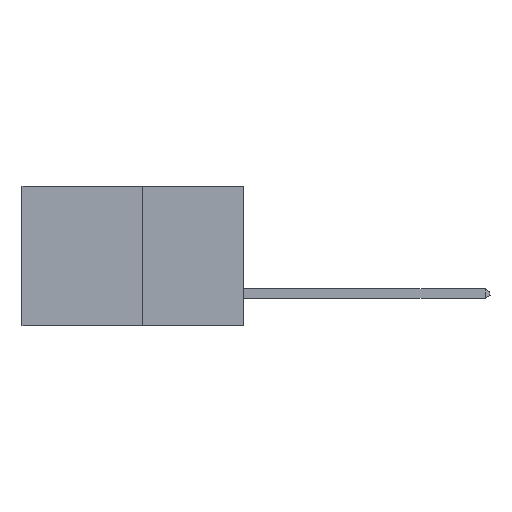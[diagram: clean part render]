
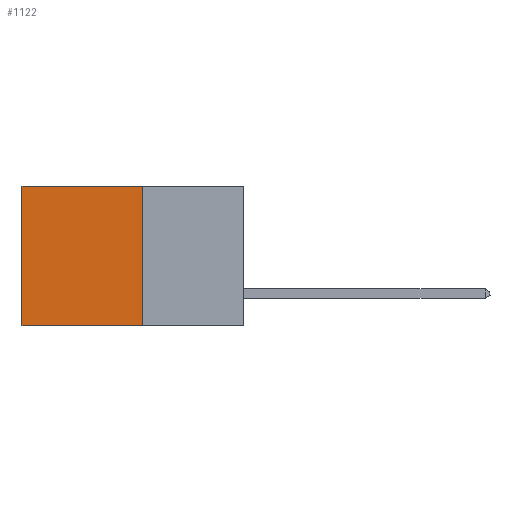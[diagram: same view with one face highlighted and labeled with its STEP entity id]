
A CAD part, left-side view. The second image highlights one B-rep face of the part: STEP entity #1122.
In plain terms, the highlighted planar face has unit normal (-1, 0, 0).
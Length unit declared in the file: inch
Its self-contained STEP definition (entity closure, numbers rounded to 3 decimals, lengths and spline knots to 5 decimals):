
#1122 = ADVANCED_FACE ( 'NONE', ( #9406 ), #6909, .F. ) ;
#1492 = EDGE_LOOP ( 'NONE', ( #26931, #15068, #21426, #31406 ) ) ;
#1696 = DIRECTION ( 'NONE',  ( 0., 0., -1. ) ) ;
#2027 = VERTEX_POINT ( 'NONE', #28330 ) ;
#2040 = LINE ( 'NONE', #19234, #8726 ) ;
#3111 = LINE ( 'NONE', #13341, #8196 ) ;
#4805 = EDGE_CURVE ( 'NONE', #28738, #25571, #2040, .T. ) ;
#5696 = DIRECTION ( 'NONE',  ( 0., 0., -1. ) ) ;
#5701 = DIRECTION ( 'NONE',  ( 1., 0., 0. ) ) ;
#5974 = CARTESIAN_POINT ( 'NONE',  ( 0.277, 0.27, -0.37 ) ) ;
#6909 = PLANE ( 'NONE',  #27244 ) ;
#8196 = VECTOR ( 'NONE', #8410, 39.37008 ) ;
#8410 = DIRECTION ( 'NONE',  ( 0., 1., 0. ) ) ;
#8726 = VECTOR ( 'NONE', #1696, 39.37008 ) ;
#8754 = DIRECTION ( 'NONE',  ( 0., 1., 0. ) ) ;
#9406 = FACE_OUTER_BOUND ( 'NONE', #1492, .T. ) ;
#12732 = EDGE_CURVE ( 'NONE', #19583, #2027, #25965, .T. ) ;
#13341 = CARTESIAN_POINT ( 'NONE',  ( 0.277, 0.27, 0. ) ) ;
#15068 = ORIENTED_EDGE ( 'NONE', *, *, #27338, .F. ) ;
#15265 = CARTESIAN_POINT ( 'NONE',  ( 0.277, 0.59, -0.37 ) ) ;
#19234 = CARTESIAN_POINT ( 'NONE',  ( 0.277, 0.27, -0.37 ) ) ;
#19434 = VECTOR ( 'NONE', #22788, 39.37008 ) ;
#19583 = VERTEX_POINT ( 'NONE', #20777 ) ;
#19623 = EDGE_CURVE ( 'NONE', #28738, #19583, #3111, .T. ) ;
#20459 = LINE ( 'NONE', #23674, #27692 ) ;
#20777 = CARTESIAN_POINT ( 'NONE',  ( 0.277, 0.59, 0. ) ) ;
#21426 = ORIENTED_EDGE ( 'NONE', *, *, #4805, .F. ) ;
#22131 = CARTESIAN_POINT ( 'NONE',  ( 0.277, 0.27, 0. ) ) ;
#22788 = DIRECTION ( 'NONE',  ( 0., 0., -1. ) ) ;
#23674 = CARTESIAN_POINT ( 'NONE',  ( 0.277, 0.27, -0.37 ) ) ;
#24518 = CARTESIAN_POINT ( 'NONE',  ( 0.277, 0.27, -0.37 ) ) ;
#25571 = VERTEX_POINT ( 'NONE', #24518 ) ;
#25965 = LINE ( 'NONE', #15265, #19434 ) ;
#26931 = ORIENTED_EDGE ( 'NONE', *, *, #12732, .T. ) ;
#27244 = AXIS2_PLACEMENT_3D ( 'NONE', #5974, #5701, #5696 ) ;
#27338 = EDGE_CURVE ( 'NONE', #25571, #2027, #20459, .T. ) ;
#27692 = VECTOR ( 'NONE', #8754, 39.37008 ) ;
#28330 = CARTESIAN_POINT ( 'NONE',  ( 0.277, 0.59, -0.37 ) ) ;
#28738 = VERTEX_POINT ( 'NONE', #22131 ) ;
#31406 = ORIENTED_EDGE ( 'NONE', *, *, #19623, .T. ) ;
